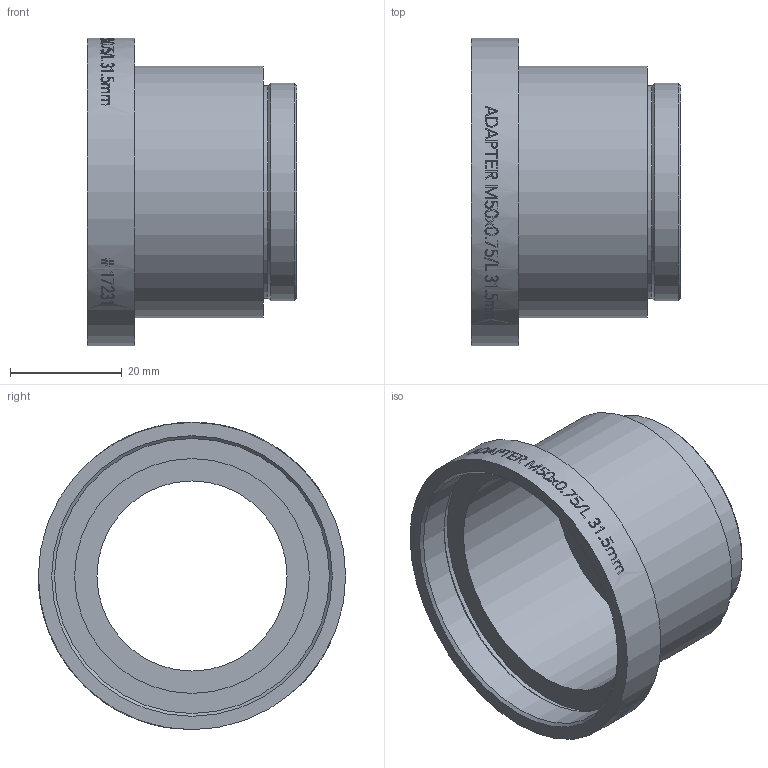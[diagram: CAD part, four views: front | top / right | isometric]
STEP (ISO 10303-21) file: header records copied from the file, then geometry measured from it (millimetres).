
FILE_DESCRIPTION(/* description */ (''),/* implementation_level */ '2;1');
FILE_NAME(/* name */ '17231_00167074_001.stp',/* time_stamp */ '2022-04-27T12:17:08+02:00',/* author */ (''),/* organization */ (''),/* preprocessor_version */ 'ST-DEVELOPER v16',/* originating_system */ 'SIEMENS PLM Software NX 10.0',/* authorisation */ '');
FILE_SCHEMA (('AP203_CONFIGURATION_CONTROLLED_3D_DESIGN_OF_MECHANICAL_PARTS_AND_ASSEMBLIES_MIM_LF { 1 0 10303 403 2 1 2}'));
Length unit declared in the file: millimetre
Products named in the file (1): Froe4BBCDF7Azfnk
Bounding box: 37.5 x 55 x 55 mm (x, y, z)
Volume: 11784 mm3; surface area: 14890.7 mm2
Topology: 1 solids, 2 shells, 81 faces, 431 edges, 418 vertices
Faces by surface type: cylinder 71, plane 6, cone 4
Full cylindrical faces by diameter (mm): 34 x1, 38 x1, 39 x1, 42 x1, 45 x1, 49.188 x1, 50.2 x1, 55 x2
Entity records: 5863 total; most frequent: CARTESIAN_POINT 2883, ORIENTED_EDGE 834, VERTEX_POINT 418, EDGE_CURVE 418, B_SPLINE_CURVE_WITH_KNOTS 398, DIRECTION 204, EDGE_LOOP 162, FACE_BOUND 113
